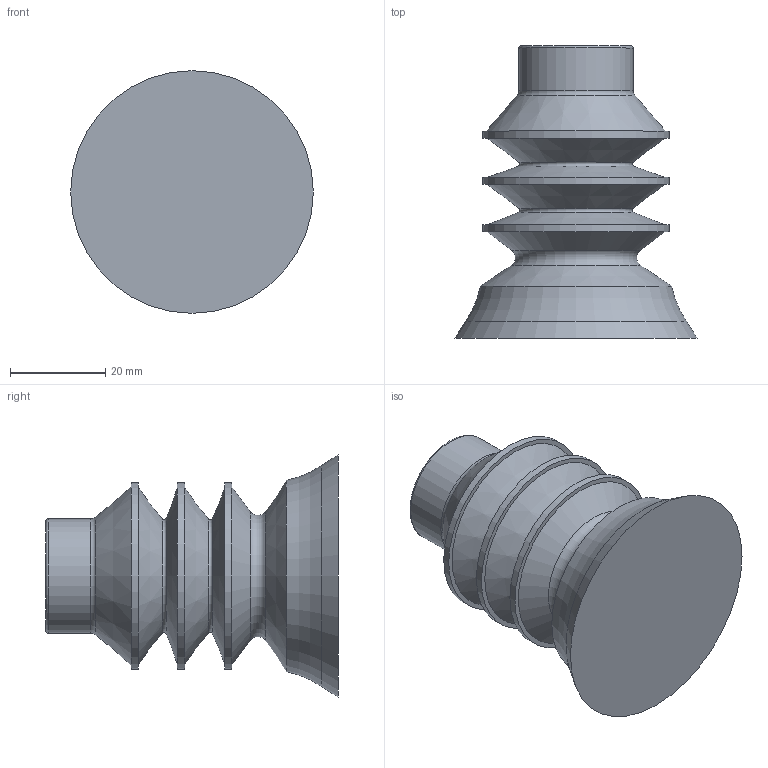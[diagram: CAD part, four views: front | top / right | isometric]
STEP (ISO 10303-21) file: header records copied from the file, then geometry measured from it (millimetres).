
FILE_DESCRIPTION(/* description */ (''),/* implementation_level */ '2;1');
FILE_NAME(/* name */ 'vf51-3nsh30cn.stp',/* time_stamp */ '2022-06-20T12:32:36+02:00',/* author */ ('enginyeria'),/* organization */ (''),/* preprocessor_version */ 'ST-DEVELOPER v17.2',/* originating_system */ 'Autodesk Inventor 2019',/* authorisation */ '');
FILE_SCHEMA (('AUTOMOTIVE_DESIGN { 1 0 10303 214 3 1 1 }'));
Length unit declared in the file: metre
Products named in the file (1): Pieza5
Bounding box: 51 x 61.5 x 51 mm (x, y, z)
Volume: 53040.6 mm3; surface area: 12683.9 mm2
Topology: 1 solids, 1 shells, 30 faces, 89 edges, 69 vertices
Faces by surface type: plane 10, cone 8, torus 6, cylinder 6
Full cylindrical faces by diameter (mm): 9 x1, 13.5 x1, 24 x1, 39.3 x3
Entity records: 1141 total; most frequent: DIRECTION 226, CARTESIAN_POINT 189, ORIENTED_EDGE 178, AXIS2_PLACEMENT_3D 106, EDGE_CURVE 89, CIRCLE 75, VERTEX_POINT 69, EDGE_LOOP 38
